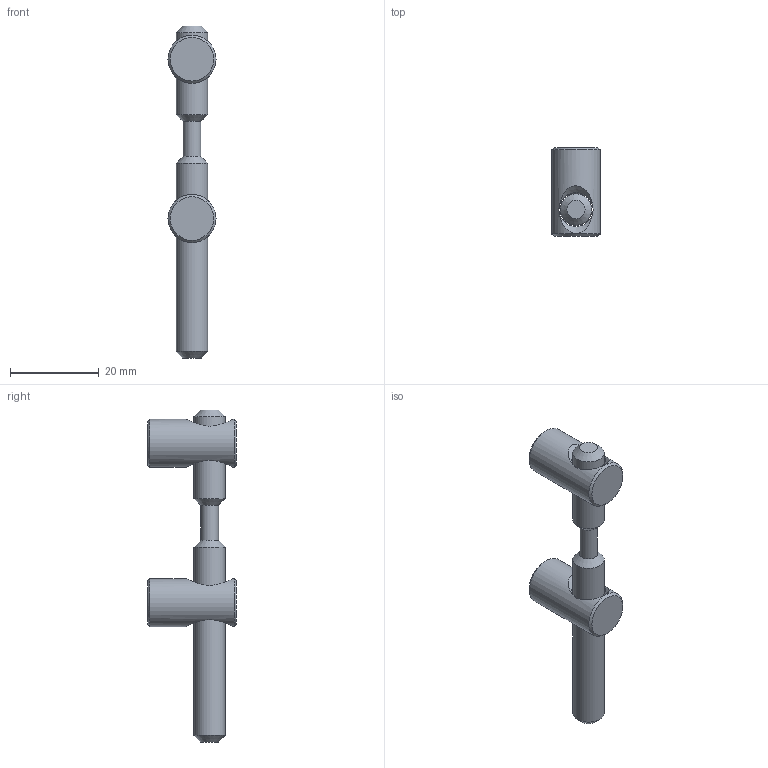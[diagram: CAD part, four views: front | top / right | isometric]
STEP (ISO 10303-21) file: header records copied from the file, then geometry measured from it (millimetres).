
FILE_DESCRIPTION(('STEP AP203'),'1');
FILE_NAME('FIXE08H1416.stp','2023-12-11T13:52:19',(' '),(' '),'Spatial InterOp 3D',' ',' ');
FILE_SCHEMA(('CONFIG_CONTROL_DESIGN'));
Length unit declared in the file: millimetre
Products named in the file (4): Fixation centrale 8 angulaire pliable double bout à bout; Vis douille 8; Douille axe 8; Axe - bout à bout
Assembly tree (5 placements, depth 2):
  Fixation centrale 8 angulaire pliable double bout à bout
    Vis douille 8  x2
    Douille axe 8  x2
    Axe - bout à bout
Bounding box: 10.85 x 20 x 75 mm (x, y, z)
Volume: 5438 mm3; surface area: 4662.3 mm2
Topology: 5 solids, 5 shells, 57 faces, 129 edges, 82 vertices
Faces by surface type: plane 24, cone 22, cylinder 11
Full cylindrical faces by diameter (mm): 4 x1, 7 x2, 7.1 x2, 7.7 x2, 8 x2, 10.85 x2
Entity records: 1822 total; most frequent: CARTESIAN_POINT 326, DIRECTION 140, PROPERTY_DEFINITION_REPRESENTATION 110, GENERAL_PROPERTY_ASSOCIATION 110, PROPERTY_DEFINITION 110, REPRESENTATION 110, GENERAL_PROPERTY 110, DESCRIPTIVE_REPRESENTATION_ITEM 110
